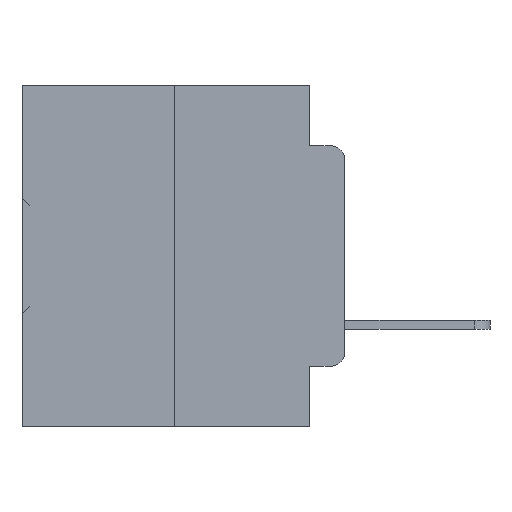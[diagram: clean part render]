
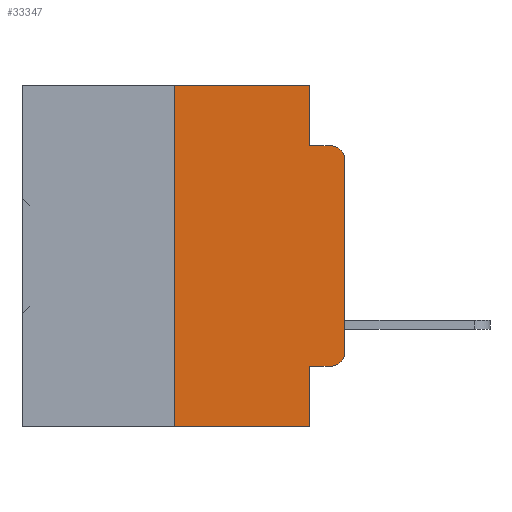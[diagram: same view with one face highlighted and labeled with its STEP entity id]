
A CAD part, left-side view. The second image highlights one B-rep face of the part: STEP entity #33347.
In plain terms, the highlighted planar face has unit normal (-1, 0, 0).
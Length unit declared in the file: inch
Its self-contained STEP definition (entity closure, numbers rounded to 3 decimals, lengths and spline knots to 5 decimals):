
#519 = VERTEX_POINT ( 'NONE', #38692 ) ;
#538 = CARTESIAN_POINT ( 'NONE',  ( 0., 0.051, -0.4115 ) ) ;
#2032 = CARTESIAN_POINT ( 'NONE',  ( 0., 0., -0.1085 ) ) ;
#2073 = ORIENTED_EDGE ( 'NONE', *, *, #19255, .F. ) ;
#2146 = AXIS2_PLACEMENT_3D ( 'NONE', #15033, #18174, #38527 ) ;
#2464 = CARTESIAN_POINT ( 'NONE',  ( 0., 0.25, 0. ) ) ;
#2547 = EDGE_CURVE ( 'NONE', #29294, #20301, #34544, .T. ) ;
#2915 = VERTEX_POINT ( 'NONE', #25015 ) ;
#3418 = CIRCLE ( 'NONE', #11921, 0.02 ) ;
#3629 = VECTOR ( 'NONE', #32384, 39.37008 ) ;
#3674 = LINE ( 'NONE', #2464, #27244 ) ;
#3826 = DIRECTION ( 'NONE',  ( 0., -1., 0. ) ) ;
#5676 = DIRECTION ( 'NONE',  ( 0., 0., 1. ) ) ;
#6193 = DIRECTION ( 'NONE',  ( -1., 0., 0. ) ) ;
#6625 = EDGE_CURVE ( 'NONE', #2915, #11320, #34710, .T. ) ;
#7317 = VECTOR ( 'NONE', #19713, 39.37008 ) ;
#7570 = ORIENTED_EDGE ( 'NONE', *, *, #28713, .T. ) ;
#8762 = EDGE_CURVE ( 'NONE', #27231, #2915, #32285, .T. ) ;
#10532 = ORIENTED_EDGE ( 'NONE', *, *, #17163, .F. ) ;
#10579 = VERTEX_POINT ( 'NONE', #2032 ) ;
#11207 = ORIENTED_EDGE ( 'NONE', *, *, #2547, .F. ) ;
#11320 = VERTEX_POINT ( 'NONE', #35859 ) ;
#11921 = AXIS2_PLACEMENT_3D ( 'NONE', #31403, #13579, #34309 ) ;
#11946 = DIRECTION ( 'NONE',  ( 0., 0., -1. ) ) ;
#13579 = DIRECTION ( 'NONE',  ( -1., 0., 0. ) ) ;
#14166 = ORIENTED_EDGE ( 'NONE', *, *, #8762, .T. ) ;
#15033 = CARTESIAN_POINT ( 'NONE',  ( 0., 0.473, 0. ) ) ;
#15680 = LINE ( 'NONE', #37086, #7317 ) ;
#16136 = VECTOR ( 'NONE', #28403, 39.37008 ) ;
#16286 = VERTEX_POINT ( 'NONE', #35508 ) ;
#16722 = VECTOR ( 'NONE', #38586, 39.37008 ) ;
#17064 = CARTESIAN_POINT ( 'NONE',  ( 0., 0.051, -0.5 ) ) ;
#17163 = EDGE_CURVE ( 'NONE', #27231, #25615, #15680, .T. ) ;
#17386 = DIRECTION ( 'NONE',  ( 0., -1., 0. ) ) ;
#17802 = CARTESIAN_POINT ( 'NONE',  ( 0., 0.25, 0. ) ) ;
#18174 = DIRECTION ( 'NONE',  ( 1., 0., 0. ) ) ;
#18234 = CARTESIAN_POINT ( 'NONE',  ( 0., 0., 0. ) ) ;
#19120 = ORIENTED_EDGE ( 'NONE', *, *, #6625, .T. ) ;
#19255 = EDGE_CURVE ( 'NONE', #30916, #29294, #3674, .T. ) ;
#19713 = DIRECTION ( 'NONE',  ( 0., 0., -1. ) ) ;
#20301 = VERTEX_POINT ( 'NONE', #20647 ) ;
#20647 = CARTESIAN_POINT ( 'NONE',  ( 0., 0.051, 0. ) ) ;
#20753 = CARTESIAN_POINT ( 'NONE',  ( 0., 0.25, -0.5 ) ) ;
#20833 = CARTESIAN_POINT ( 'NONE',  ( 0., 0.051, -0.0885 ) ) ;
#22510 = CARTESIAN_POINT ( 'NONE',  ( 0., 0.473, 0. ) ) ;
#23175 = ORIENTED_EDGE ( 'NONE', *, *, #29084, .T. ) ;
#23686 = AXIS2_PLACEMENT_3D ( 'NONE', #24669, #6193, #27615 ) ;
#24577 = ORIENTED_EDGE ( 'NONE', *, *, #27168, .F. ) ;
#24623 = VECTOR ( 'NONE', #3826, 39.37008 ) ;
#24669 = CARTESIAN_POINT ( 'NONE',  ( 0., 0.02, -0.3915 ) ) ;
#25015 = CARTESIAN_POINT ( 'NONE',  ( 0., 0.02, -0.4115 ) ) ;
#25192 = EDGE_CURVE ( 'NONE', #20301, #519, #37228, .T. ) ;
#25212 = VECTOR ( 'NONE', #17386, 39.37008 ) ;
#25615 = VERTEX_POINT ( 'NONE', #17064 ) ;
#26238 = EDGE_LOOP ( 'NONE', ( #37158, #23175, #24577, #34519, #11207, #2073, #7570, #10532, #14166, #19120 ) ) ;
#26248 = CARTESIAN_POINT ( 'NONE',  ( 0., 0.473, -0.5 ) ) ;
#27000 = PLANE ( 'NONE',  #2146 ) ;
#27069 = FACE_OUTER_BOUND ( 'NONE', #26238, .T. ) ;
#27139 = CARTESIAN_POINT ( 'NONE',  ( 0., 0.051, -0.4115 ) ) ;
#27168 = EDGE_CURVE ( 'NONE', #519, #16286, #35732, .T. ) ;
#27231 = VERTEX_POINT ( 'NONE', #27139 ) ;
#27244 = VECTOR ( 'NONE', #5676, 39.37008 ) ;
#27615 = DIRECTION ( 'NONE',  ( 0., 0., -1. ) ) ;
#28403 = DIRECTION ( 'NONE',  ( 0., -1., 0. ) ) ;
#28713 = EDGE_CURVE ( 'NONE', #30916, #25615, #32873, .T. ) ;
#29084 = EDGE_CURVE ( 'NONE', #10579, #16286, #3418, .T. ) ;
#29294 = VERTEX_POINT ( 'NONE', #17802 ) ;
#29618 = VECTOR ( 'NONE', #11946, 39.37008 ) ;
#30916 = VERTEX_POINT ( 'NONE', #20753 ) ;
#30994 = EDGE_CURVE ( 'NONE', #11320, #10579, #39122, .T. ) ;
#31403 = CARTESIAN_POINT ( 'NONE',  ( 0., 0.02, -0.1085 ) ) ;
#32285 = LINE ( 'NONE', #538, #24623 ) ;
#32384 = DIRECTION ( 'NONE',  ( 0., -1., 0. ) ) ;
#32873 = LINE ( 'NONE', #26248, #25212 ) ;
#33347 = ADVANCED_FACE ( 'NONE', ( #27069 ), #27000, .F. ) ;
#34309 = DIRECTION ( 'NONE',  ( 0., 0., -1. ) ) ;
#34519 = ORIENTED_EDGE ( 'NONE', *, *, #25192, .F. ) ;
#34544 = LINE ( 'NONE', #22510, #16136 ) ;
#34710 = CIRCLE ( 'NONE', #23686, 0.02 ) ;
#35508 = CARTESIAN_POINT ( 'NONE',  ( 0., 0.02, -0.0885 ) ) ;
#35554 = CARTESIAN_POINT ( 'NONE',  ( 0., 0.051, 0. ) ) ;
#35732 = LINE ( 'NONE', #20833, #3629 ) ;
#35859 = CARTESIAN_POINT ( 'NONE',  ( 0., 0., -0.3915 ) ) ;
#37086 = CARTESIAN_POINT ( 'NONE',  ( 0., 0.051, 0. ) ) ;
#37158 = ORIENTED_EDGE ( 'NONE', *, *, #30994, .T. ) ;
#37228 = LINE ( 'NONE', #35554, #29618 ) ;
#38527 = DIRECTION ( 'NONE',  ( 0., 0., -1. ) ) ;
#38586 = DIRECTION ( 'NONE',  ( 0., 0., 1. ) ) ;
#38692 = CARTESIAN_POINT ( 'NONE',  ( 0., 0.051, -0.0885 ) ) ;
#39122 = LINE ( 'NONE', #18234, #16722 ) ;
